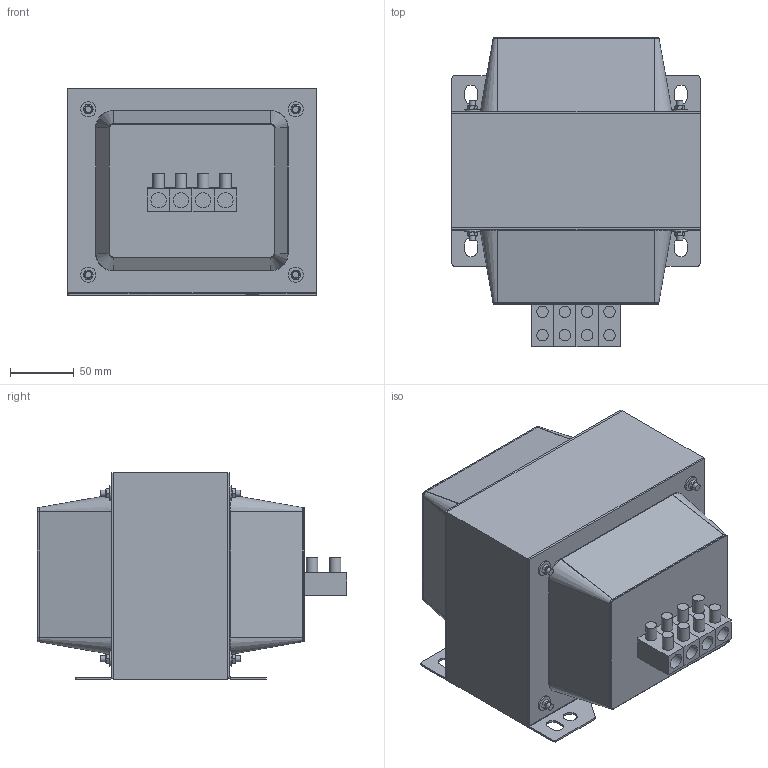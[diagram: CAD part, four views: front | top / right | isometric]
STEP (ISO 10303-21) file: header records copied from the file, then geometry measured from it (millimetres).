
FILE_DESCRIPTION(/* description */ (''),/* implementation_level */ '2;1');
FILE_NAME(/* name */ 'AMN02310201.stp',/* time_stamp */ '2023-09-29T14:09:53+02:00',/* author */ ('velazquez'),/* organization */ (''),/* preprocessor_version */ 'ST-DEVELOPER v19.2',/* originating_system */ 'Autodesk Inventor 2023',/* authorisation */ '');
FILE_SCHEMA (('AUTOMOTIVE_DESIGN { 1 0 10303 214 3 1 1 }'));
Length unit declared in the file: millimetre
Products named in the file (9): AMN02310201; EI195 x 162 - 90 (Rc65) Azul; TAPA RC65 VENTANA 4 ELEMENTOS 25; TAPA RC65 CIEGA; FICHA 25 4 ELEMENTOS; FICHA 25; centrador M5; Varilla m5x110; DIN 934 - M4
Assembly tree (28 placements, depth 3):
  AMN02310201
    EI195 x 162 - 90 (Rc65) Azul
    TAPA RC65 VENTANA 4 ELEMENTOS 25
    TAPA RC65 CIEGA
    FICHA 25 4 ELEMENTOS
      FICHA 25  x4
    centrador M5  x8
    Varilla m5x110  x4
    DIN 934 - M4  x8
Bounding box: 195 x 243.5 x 162 mm (x, y, z)
Volume: 2380392.3 mm3; surface area: 438525.1 mm2
Topology: 27 solids, 27 shells, 374 faces, 836 edges, 528 vertices
Faces by surface type: plane 198, cylinder 104, cone 48, torus 24
Full cylindrical faces by diameter (mm): 3.242 x8, 5 x12, 5.9 x8, 9 x16, 11 x8, 12 x12
Entity records: 6520 total; most frequent: DIRECTION 1126, CARTESIAN_POINT 1049, ORIENTED_EDGE 968, EDGE_CURVE 484, AXIS2_PLACEMENT_3D 418, VERTEX_POINT 305, LINE 290, VECTOR 290
